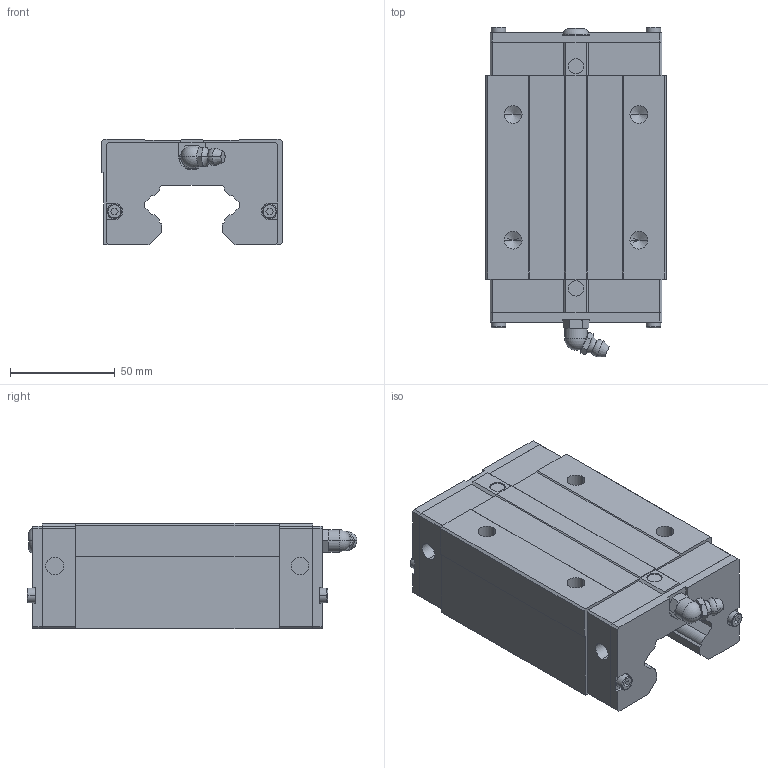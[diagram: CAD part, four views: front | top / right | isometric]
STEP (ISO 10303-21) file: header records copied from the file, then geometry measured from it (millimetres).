
FILE_DESCRIPTION(('STEP AP214'),'1');
FILE_NAME('cctmp_DED4B48D-2519-47F0-97E6-581FFA5B5DE9_2024_08_05_21_08_51_0346..stp','2024-08-05T19:08:51',('HIWIN GmbH'),('CADClick - www.CADClick.com'),'Spatial InterOp 3D',' ','unknown authorization');
FILE_SCHEMA(('AUTOMOTIVE_DESIGN'));
Length unit declared in the file: millimetre
Products named in the file (1): HGL45CAZ0C_FILE
Bounding box: 86 x 157.33 x 50.5 mm (x, y, z)
Volume: 434383.7 mm3; surface area: 57692.6 mm2
Topology: 1 solids, 4 shells, 284 faces, 733 edges, 467 vertices
Faces by surface type: plane 178, cylinder 60, torus 22, cone 22, sphere 2
Entity records: 10926 total; most frequent: CARTESIAN_POINT 1695, ORIENTED_EDGE 1446, DIRECTION 1434, EDGE_CURVE 723, LINE 510, VECTOR 510, VERTEX_POINT 467, AXIS2_PLACEMENT_3D 462
